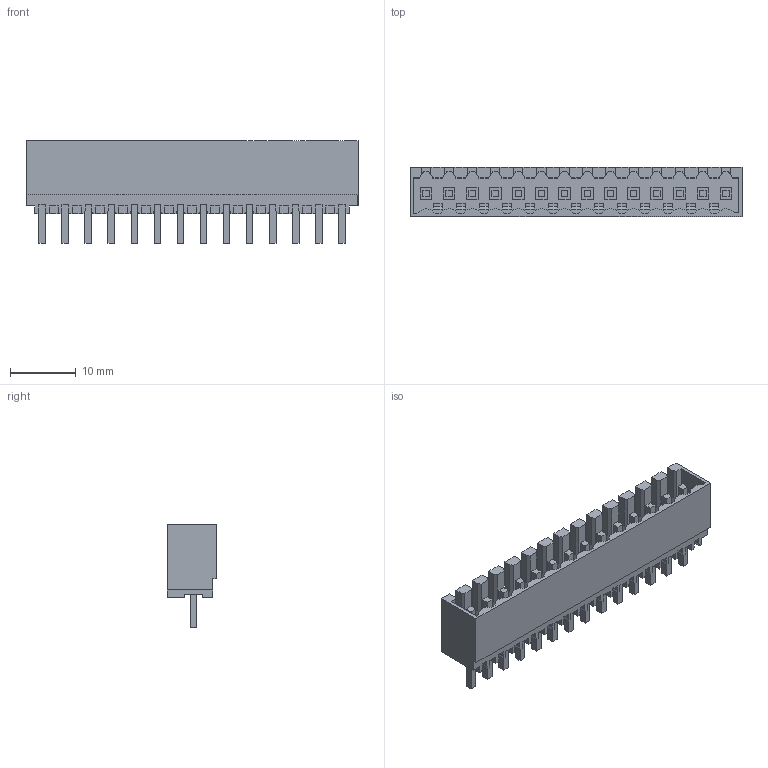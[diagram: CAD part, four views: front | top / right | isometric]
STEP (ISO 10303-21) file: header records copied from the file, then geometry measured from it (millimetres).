
FILE_DESCRIPTION(('CATIA V5 STEP Exchange','CAx-IF Rec.Pracs.--- Model Styling and Organization---1.2---2011-12-15'),'2;1');
FILE_NAME ('D1453576_0_1616120000_1616120000.stp','2018-03-12T09:43:36+00:00',('none'),('Weidmueller'),'CATIA Version 5-6 Release 2014','CATIA V5 STEP AP214','none');
FILE_SCHEMA(('AUTOMOTIVE_DESIGN { 1 0 10303 214 1 1 1 1 }'));
Length unit declared in the file: millimetre
Products named in the file (1): 1616120000
Bounding box: 50.4 x 7.45 x 15.55 mm (x, y, z)
Volume: 1659.4 mm3; surface area: 4681.2 mm2
Topology: 15 solids, 15 shells, 832 faces, 2451 edges, 1676 vertices
Faces by surface type: plane 818, cylinder 14
Entity records: 26182 total; most frequent: ORIENTED_EDGE 4902, CARTESIAN_POINT 4576, DIRECTION 3347, EDGE_CURVE 2451, VECTOR 2423, LINE 2423, VERTEX_POINT 1676, EDGE_LOOP 887
